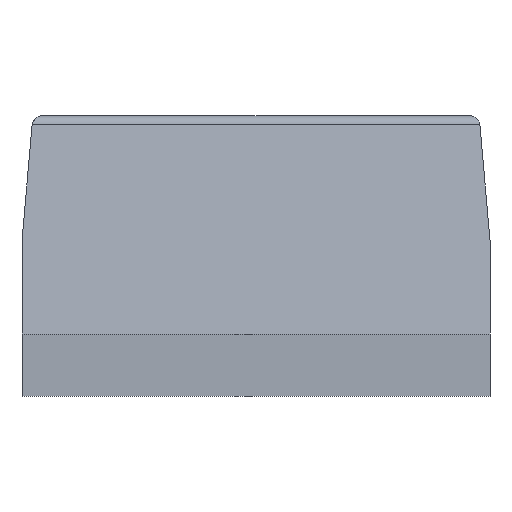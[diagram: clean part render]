
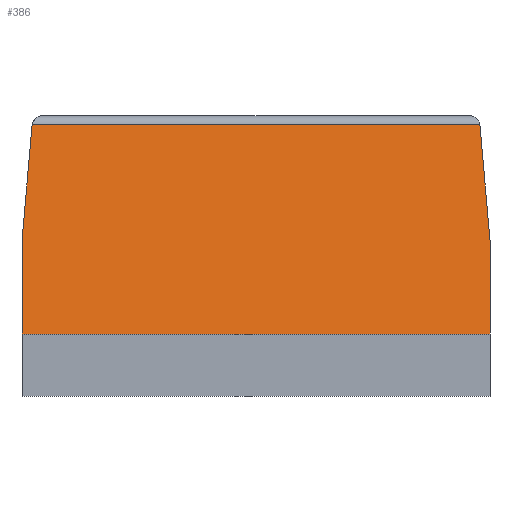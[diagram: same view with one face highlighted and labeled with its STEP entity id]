
A CAD part, front view. The second image highlights one B-rep face of the part: STEP entity #386.
In plain terms, the highlighted planar face has unit normal (0, -0.985, 0.174).
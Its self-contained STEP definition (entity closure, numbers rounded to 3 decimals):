
#1=DIRECTION('',(1.,0.,0.));
#2=VECTOR('',#1,3.);
#3=CARTESIAN_POINT('',(-1.5,0.,0.4));
#4=LINE('',#3,#2);
#17=DIRECTION('',(0.,-0.174,-0.985));
#18=VECTOR('',#17,0.609);
#19=CARTESIAN_POINT('',(-1.5,0.106,1.));
#20=LINE('',#19,#18);
#54=DIRECTION('',(0.,0.174,0.985));
#55=VECTOR('',#54,0.609);
#56=CARTESIAN_POINT('',(1.5,0.,0.4));
#57=LINE('',#56,#55);
#78=DIRECTION('',(-0.086,0.173,0.981));
#79=VECTOR('',#78,0.75);
#80=CARTESIAN_POINT('',(1.5,0.106,1.));
#81=LINE('',#80,#79);
#91=CARTESIAN_POINT('',(1.436,0.236,1.736));
#92=CARTESIAN_POINT('',(1.435,0.236,1.738));
#93=CARTESIAN_POINT('',(1.435,0.236,1.74));
#94=CARTESIAN_POINT('',(1.435,0.237,1.742));
#96=DIRECTION('',(-1.,0.,0.));
#97=VECTOR('',#96,2.87);
#98=CARTESIAN_POINT('',(1.435,0.237,1.742));
#99=LINE('',#98,#97);
#118=CARTESIAN_POINT('',(-1.435,0.237,1.742));
#119=CARTESIAN_POINT('',(-1.435,0.236,1.74));
#120=CARTESIAN_POINT('',(-1.435,0.236,1.738));
#121=CARTESIAN_POINT('',(-1.436,0.236,1.736));
#127=DIRECTION('',(-0.086,-0.173,-0.981));
#128=VECTOR('',#127,0.75);
#129=CARTESIAN_POINT('',(-1.436,0.236,1.736));
#130=LINE('',#129,#128);
#285=VERTEX_POINT('',#118);
#286=VERTEX_POINT('',#121);
#287=CARTESIAN_POINT('',(1.435,0.237,1.742));
#288=VERTEX_POINT('',#287);
#289=VERTEX_POINT('',#91);
#290=CARTESIAN_POINT('',(-1.5,0.106,1.));
#291=VERTEX_POINT('',#290);
#303=CARTESIAN_POINT('',(1.5,0.106,1.));
#304=VERTEX_POINT('',#303);
#317=CARTESIAN_POINT('',(-1.5,0.,0.4));
#318=CARTESIAN_POINT('',(1.5,0.,0.4));
#319=VERTEX_POINT('',#317);
#320=VERTEX_POINT('',#318);
#364=CARTESIAN_POINT('',(0.,0.118,1.071));
#365=DIRECTION('',(0.,0.985,-0.174));
#366=DIRECTION('',(-1.,0.,0.));
#367=AXIS2_PLACEMENT_3D('',#364,#365,#366);
#368=PLANE('',#367);
#369=ORIENTED_EDGE('',*,*,#354,.F.);
#371=ORIENTED_EDGE('',*,*,#370,.F.);
#373=ORIENTED_EDGE('',*,*,#372,.F.);
#375=ORIENTED_EDGE('',*,*,#374,.F.);
#377=ORIENTED_EDGE('',*,*,#376,.F.);
#379=ORIENTED_EDGE('',*,*,#378,.F.);
#381=ORIENTED_EDGE('',*,*,#380,.F.);
#383=ORIENTED_EDGE('',*,*,#382,.F.);
#384=EDGE_LOOP('',(#369,#371,#373,#375,#377,#379,#381,#383));
#385=FACE_OUTER_BOUND('',#384,.F.);
#95=B_SPLINE_CURVE_WITH_KNOTS('',3,(#91,#92,#93,#94),.UNSPECIFIED.,.F.,.F.,(4,
4),(0.,1.),.UNSPECIFIED.);
#122=B_SPLINE_CURVE_WITH_KNOTS('',3,(#118,#119,#120,#121),.UNSPECIFIED.,.F.,.F.,
(4,4),(0.,1.),.UNSPECIFIED.);
#354=EDGE_CURVE('',#319,#320,#4,.T.);
#370=EDGE_CURVE('',#291,#319,#20,.T.);
#372=EDGE_CURVE('',#286,#291,#130,.T.);
#374=EDGE_CURVE('',#285,#286,#122,.T.);
#376=EDGE_CURVE('',#288,#285,#99,.T.);
#378=EDGE_CURVE('',#289,#288,#95,.T.);
#380=EDGE_CURVE('',#304,#289,#81,.T.);
#382=EDGE_CURVE('',#320,#304,#57,.T.);
#386=ADVANCED_FACE('',(#385),#368,.F.);
